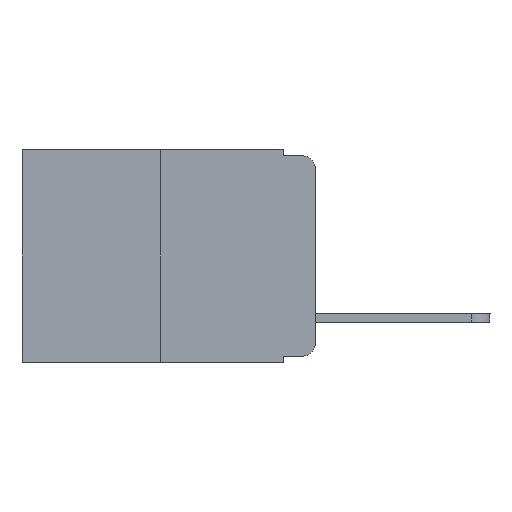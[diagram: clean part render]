
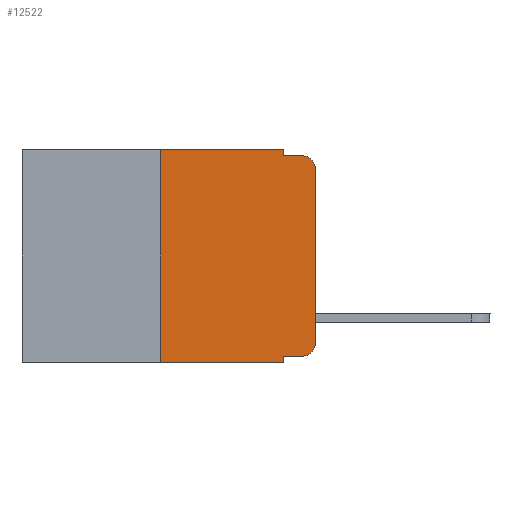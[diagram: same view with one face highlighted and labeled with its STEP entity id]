
A CAD part, left-side view. The second image highlights one B-rep face of the part: STEP entity #12522.
In plain terms, the highlighted planar face has unit normal (-1, 0, 0).
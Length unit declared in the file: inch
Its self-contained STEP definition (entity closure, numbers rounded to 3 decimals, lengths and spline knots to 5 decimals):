
#89 = VECTOR ( 'NONE', #3789, 39.37008 ) ;
#116 = CIRCLE ( 'NONE', #3880, 0.02 ) ;
#133 = LINE ( 'NONE', #9647, #2762 ) ;
#214 = CARTESIAN_POINT ( 'NONE',  ( 0., 0.051, -0.01 ) ) ;
#328 = CARTESIAN_POINT ( 'NONE',  ( 0., 0.02, -0.313 ) ) ;
#656 = VECTOR ( 'NONE', #7554, 39.37008 ) ;
#658 = LINE ( 'NONE', #4900, #880 ) ;
#873 = CARTESIAN_POINT ( 'NONE',  ( 0., 0.02, -0.333 ) ) ;
#880 = VECTOR ( 'NONE', #12110, 39.37008 ) ;
#1131 = ORIENTED_EDGE ( 'NONE', *, *, #11662, .T. ) ;
#1168 = DIRECTION ( 'NONE',  ( -1., 0., 0. ) ) ;
#1296 = CARTESIAN_POINT ( 'NONE',  ( 0., 0.02, -0.03 ) ) ;
#1530 = LINE ( 'NONE', #9739, #3626 ) ;
#1682 = EDGE_CURVE ( 'NONE', #2833, #6063, #8891, .T. ) ;
#2397 = DIRECTION ( 'NONE',  ( -1., 0., 0. ) ) ;
#2762 = VECTOR ( 'NONE', #6329, 39.37008 ) ;
#2833 = VERTEX_POINT ( 'NONE', #5652 ) ;
#3100 = VERTEX_POINT ( 'NONE', #9458 ) ;
#3331 = AXIS2_PLACEMENT_3D ( 'NONE', #328, #1168, #7640 ) ;
#3481 = DIRECTION ( 'NONE',  ( 1., 0., 0. ) ) ;
#3521 = LINE ( 'NONE', #8791, #656 ) ;
#3565 = DIRECTION ( 'NONE',  ( 0., -1., 0. ) ) ;
#3626 = VECTOR ( 'NONE', #3565, 39.37008 ) ;
#3656 = ORIENTED_EDGE ( 'NONE', *, *, #3813, .T. ) ;
#3789 = DIRECTION ( 'NONE',  ( 0., 0., 1. ) ) ;
#3813 = EDGE_CURVE ( 'NONE', #3100, #11115, #658, .T. ) ;
#3880 = AXIS2_PLACEMENT_3D ( 'NONE', #1296, #2397, #8730 ) ;
#4290 = ORIENTED_EDGE ( 'NONE', *, *, #9860, .T. ) ;
#4449 = FACE_OUTER_BOUND ( 'NONE', #12796, .T. ) ;
#4828 = ORIENTED_EDGE ( 'NONE', *, *, #11902, .F. ) ;
#4900 = CARTESIAN_POINT ( 'NONE',  ( 0., 0.473, -0.343 ) ) ;
#4902 = EDGE_CURVE ( 'NONE', #12812, #12545, #9308, .T. ) ;
#4987 = VERTEX_POINT ( 'NONE', #12180 ) ;
#5042 = ORIENTED_EDGE ( 'NONE', *, *, #4902, .T. ) ;
#5310 = EDGE_CURVE ( 'NONE', #5568, #11115, #3521, .T. ) ;
#5568 = VERTEX_POINT ( 'NONE', #13394 ) ;
#5652 = CARTESIAN_POINT ( 'NONE',  ( 0., 0.051, -0.01 ) ) ;
#5755 = CARTESIAN_POINT ( 'NONE',  ( 0., 0., -0.313 ) ) ;
#5875 = VECTOR ( 'NONE', #11191, 39.37008 ) ;
#5899 = VERTEX_POINT ( 'NONE', #10974 ) ;
#6063 = VERTEX_POINT ( 'NONE', #6469 ) ;
#6241 = DIRECTION ( 'NONE',  ( 0., -1., 0. ) ) ;
#6329 = DIRECTION ( 'NONE',  ( 0., 0., 1. ) ) ;
#6356 = AXIS2_PLACEMENT_3D ( 'NONE', #7847, #3481, #11011 ) ;
#6469 = CARTESIAN_POINT ( 'NONE',  ( 0., 0.02, -0.01 ) ) ;
#6820 = VECTOR ( 'NONE', #11860, 39.37008 ) ;
#6862 = CARTESIAN_POINT ( 'NONE',  ( 0., 0., 0. ) ) ;
#6962 = CARTESIAN_POINT ( 'NONE',  ( 0., 0.25, 0. ) ) ;
#6991 = CARTESIAN_POINT ( 'NONE',  ( 0., 0.051, 0. ) ) ;
#7058 = EDGE_CURVE ( 'NONE', #5568, #12812, #13548, .T. ) ;
#7366 = CARTESIAN_POINT ( 'NONE',  ( 0., 0.051, -0.343 ) ) ;
#7554 = DIRECTION ( 'NONE',  ( 0., 0., -1. ) ) ;
#7640 = DIRECTION ( 'NONE',  ( 0., 0., -1. ) ) ;
#7752 = VERTEX_POINT ( 'NONE', #6962 ) ;
#7847 = CARTESIAN_POINT ( 'NONE',  ( 0., 0.473, 0. ) ) ;
#8686 = PLANE ( 'NONE',  #6356 ) ;
#8730 = DIRECTION ( 'NONE',  ( 0., 0., -1. ) ) ;
#8791 = CARTESIAN_POINT ( 'NONE',  ( 0., 0.051, 0. ) ) ;
#8841 = ORIENTED_EDGE ( 'NONE', *, *, #9475, .F. ) ;
#8891 = LINE ( 'NONE', #214, #6820 ) ;
#8971 = ORIENTED_EDGE ( 'NONE', *, *, #5310, .F. ) ;
#9045 = ORIENTED_EDGE ( 'NONE', *, *, #1682, .F. ) ;
#9074 = LINE ( 'NONE', #6862, #89 ) ;
#9285 = CARTESIAN_POINT ( 'NONE',  ( 0., 0.051, -0.333 ) ) ;
#9308 = CIRCLE ( 'NONE', #3331, 0.02 ) ;
#9458 = CARTESIAN_POINT ( 'NONE',  ( 0., 0.25, -0.343 ) ) ;
#9475 = EDGE_CURVE ( 'NONE', #7752, #4987, #1530, .T. ) ;
#9647 = CARTESIAN_POINT ( 'NONE',  ( 0., 0.25, 0. ) ) ;
#9739 = CARTESIAN_POINT ( 'NONE',  ( 0., 0.473, 0. ) ) ;
#9860 = EDGE_CURVE ( 'NONE', #12545, #5899, #9074, .T. ) ;
#10974 = CARTESIAN_POINT ( 'NONE',  ( 0., 0., -0.03 ) ) ;
#11011 = DIRECTION ( 'NONE',  ( 0., 0., -1. ) ) ;
#11115 = VERTEX_POINT ( 'NONE', #7366 ) ;
#11132 = EDGE_CURVE ( 'NONE', #3100, #7752, #133, .T. ) ;
#11191 = DIRECTION ( 'NONE',  ( 0., 0., -1. ) ) ;
#11278 = ORIENTED_EDGE ( 'NONE', *, *, #11132, .F. ) ;
#11662 = EDGE_CURVE ( 'NONE', #5899, #6063, #116, .T. ) ;
#11860 = DIRECTION ( 'NONE',  ( 0., -1., 0. ) ) ;
#11902 = EDGE_CURVE ( 'NONE', #4987, #2833, #12235, .T. ) ;
#12110 = DIRECTION ( 'NONE',  ( 0., -1., 0. ) ) ;
#12180 = CARTESIAN_POINT ( 'NONE',  ( 0., 0.051, 0. ) ) ;
#12235 = LINE ( 'NONE', #6991, #5875 ) ;
#12522 = ADVANCED_FACE ( 'NONE', ( #4449 ), #8686, .F. ) ;
#12545 = VERTEX_POINT ( 'NONE', #5755 ) ;
#12796 = EDGE_LOOP ( 'NONE', ( #4290, #1131, #9045, #4828, #8841, #11278, #3656, #8971, #13310, #5042 ) ) ;
#12812 = VERTEX_POINT ( 'NONE', #873 ) ;
#12882 = VECTOR ( 'NONE', #6241, 39.37008 ) ;
#13310 = ORIENTED_EDGE ( 'NONE', *, *, #7058, .T. ) ;
#13394 = CARTESIAN_POINT ( 'NONE',  ( 0., 0.051, -0.333 ) ) ;
#13548 = LINE ( 'NONE', #9285, #12882 ) ;
